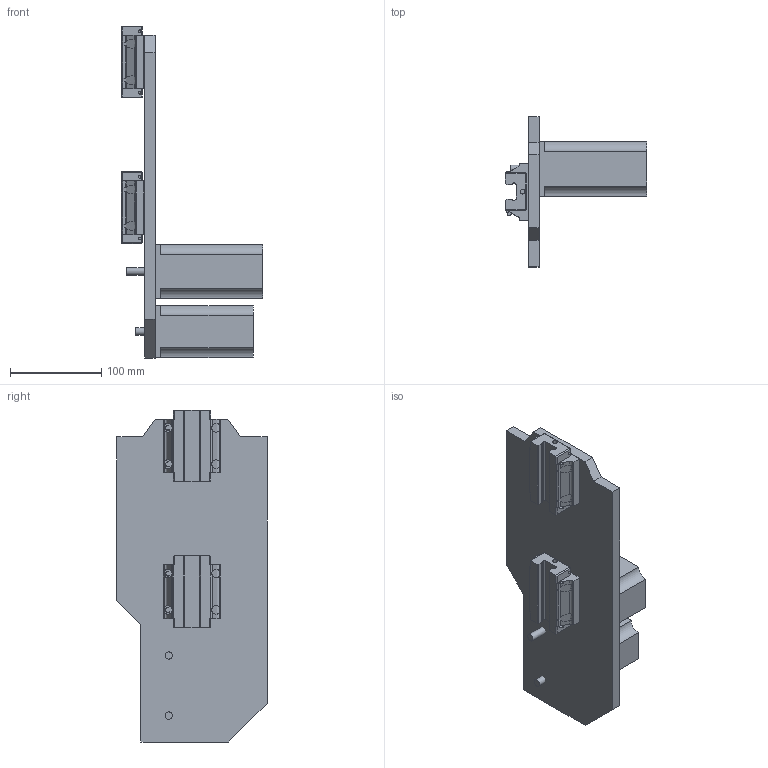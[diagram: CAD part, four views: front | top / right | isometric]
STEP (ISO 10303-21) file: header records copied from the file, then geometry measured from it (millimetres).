
FILE_DESCRIPTION(('FreeCAD Model'),'2;1');
FILE_NAME('Open CASCADE Shape Model','2021-09-10T21:26:06',('Jens Dyvik' ),('DyvikDesign'),'Open CASCADE STEP processor 7.5','FreeCAD', 'Unknown');
FILE_SCHEMA(('AUTOMOTIVE_DESIGN { 1 0 10303 214 1 1 1 1 }'));
Length unit declared in the file: millimetre
Products named in the file (6): Z carriage - left; Guide blocks left side; Guide block; Axis plate Z; Nema24 stepper motor; Nema23 stepper motor
Assembly tree (6 placements, depth 3):
  Z carriage - left
    Guide blocks left side
      Guide block  x2
    Axis plate Z
    Nema24 stepper motor
    Nema23 stepper motor
Bounding box: 154.9 x 165 x 364.5 mm (x, y, z)
Volume: 1465694.1 mm3; surface area: 217094.8 mm2
Topology: 5 solids, 5 shells, 339 faces, 941 edges, 632 vertices
Faces by surface type: plane 203, cylinder 120, bspline 16
Full cylindrical faces by diameter (mm): 3 x8, 4 x4, 5.08 x4, 5.5 x8, 8 x2, 9.5 x4, 38 x2
Entity records: 36945 total; most frequent: CARTESIAN_POINT 26531, DIRECTION 1749, ORIENTED_EDGE 1082, PCURVE 1082, DEFINITIONAL_REPRESENTATION 1082, LINE 1039, VECTOR 1039, EDGE_CURVE 541
